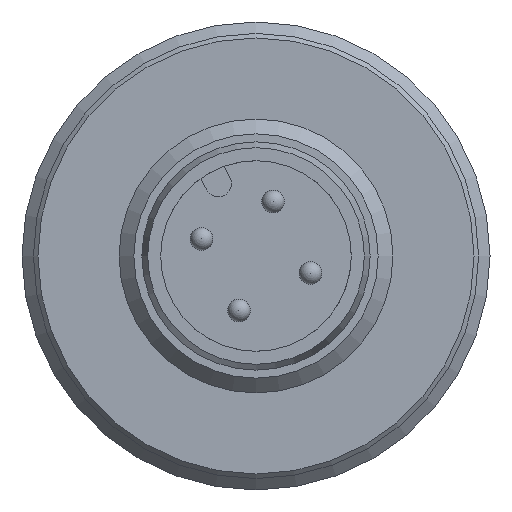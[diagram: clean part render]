
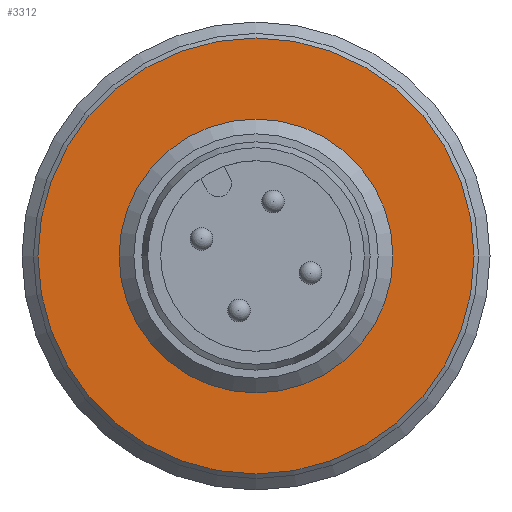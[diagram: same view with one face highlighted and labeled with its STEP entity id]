
A CAD part, front view. The second image highlights one B-rep face of the part: STEP entity #3312.
In plain terms, the highlighted planar face has unit normal (0, -1, 0).
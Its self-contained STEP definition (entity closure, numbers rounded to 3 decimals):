
#3312=ADVANCED_FACE('',(#3910,#3911),#3755,.T.);
#3755=PLANE('',#12215);
#3910=FACE_BOUND('',#4331,.T.);
#3911=FACE_BOUND('',#4332,.T.);
#4331=EDGE_LOOP('',(#6230));
#4332=EDGE_LOOP('',(#6231));
#6230=ORIENTED_EDGE('',*,*,#10203,.F.);
#6231=ORIENTED_EDGE('',*,*,#10204,.T.);
#8728=VERTEX_POINT('',#18049);
#8729=VERTEX_POINT('',#18052);
#10203=EDGE_CURVE('',#8728,#8728,#11248,.T.);
#10204=EDGE_CURVE('',#8729,#8729,#11249,.T.);
#11248=CIRCLE('',#12212,6.);
#11249=CIRCLE('',#12214,9.55);
#12212=AXIS2_PLACEMENT_3D('',#18048,#14834,#14835);
#12214=AXIS2_PLACEMENT_3D('',#18051,#14838,#14839);
#12215=AXIS2_PLACEMENT_3D('',#18053,#14840,#14841);
#14834=DIRECTION('',(0.,-1.,0.));
#14835=DIRECTION('',(-1.,0.,0.));
#14838=DIRECTION('',(0.,-1.,0.));
#14839=DIRECTION('',(-1.,0.,0.));
#14840=DIRECTION('',(0.,-1.,0.));
#14841=DIRECTION('',(0.,0.,1.));
#18048=CARTESIAN_POINT('',(0.,-42.6,0.));
#18049=CARTESIAN_POINT('',(-6.,-42.6,0.));
#18051=CARTESIAN_POINT('',(0.,-42.6,0.));
#18052=CARTESIAN_POINT('',(-9.55,-42.6,0.));
#18053=CARTESIAN_POINT('',(10.505,-42.6,-10.505));
